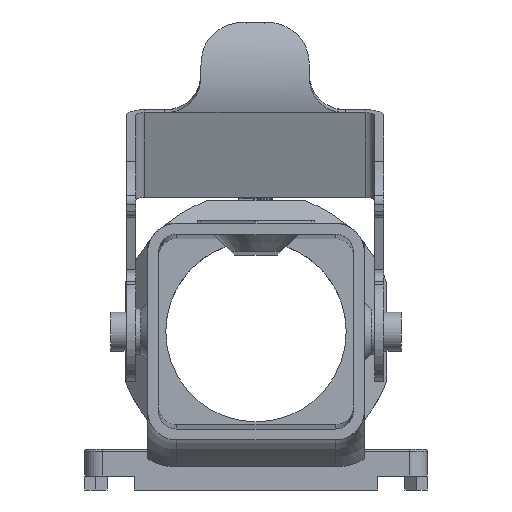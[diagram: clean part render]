
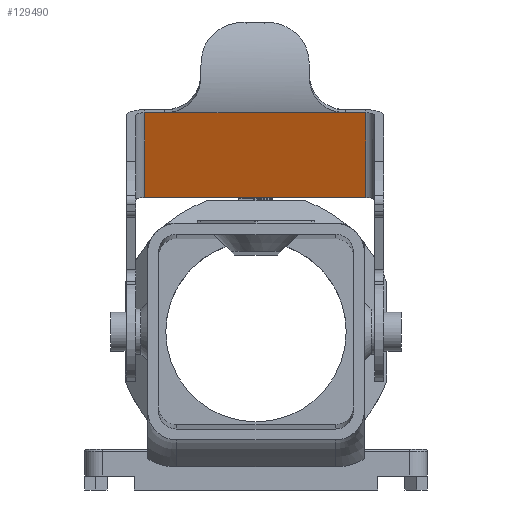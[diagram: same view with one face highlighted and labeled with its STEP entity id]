
A CAD part, front view. The second image highlights one B-rep face of the part: STEP entity #129490.
In plain terms, the highlighted face is planar.
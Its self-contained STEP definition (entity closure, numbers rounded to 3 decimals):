
#128500=CARTESIAN_POINT('',(18.55,79.538,41.621));
#128510=DIRECTION('',(1.,0.,0.));
#128520=VECTOR('',#128510,1.);
#128530=LINE('',#128500,#128520);
#128540=CARTESIAN_POINT('',(20.55,79.538,41.621));
#128550=VERTEX_POINT('',#128540);
#128560=CARTESIAN_POINT('',(22.8,79.538,41.621));
#128570=VERTEX_POINT('',#128560);
#128580=EDGE_CURVE('',#128550,#128570,#128530,.T.);
#129030=CARTESIAN_POINT('',(19.55,134.266,61.541));
#129040=DIRECTION('',(0.,0.342,
-0.94));
#129050=DIRECTION('',(0.,0.94,
0.342));
#129060=AXIS2_PLACEMENT_3D('',#129030,#129040,#129050);
#129070=PLANE('',#129060);
#129080=CARTESIAN_POINT('',(18.55,70.141,38.201));
#129090=DIRECTION('',(1.,0.,0.));
#129100=VECTOR('',#129090,1.);
#129110=LINE('',#129080,#129100);
#129120=CARTESIAN_POINT('',(20.55,70.141,38.201));
#129130=VERTEX_POINT('',#129120);
#129140=CARTESIAN_POINT('',(45.05,70.141,38.201));
#129150=VERTEX_POINT('',#129140);
#129160=EDGE_CURVE('',#129130,#129150,#129110,.T.);
#129170=ORIENTED_EDGE('',*,*,#129160,.T.);
#129180=CARTESIAN_POINT('',(20.55,60.585,34.723));
#129190=DIRECTION('',(0.,-0.94,
-0.342));
#129200=VECTOR('',#129190,1.);
#129210=LINE('',#129180,#129200);
#129220=EDGE_CURVE('',#128550,#129130,#129210,.T.);
#129230=ORIENTED_EDGE('',*,*,#129220,.T.);
#129240=ORIENTED_EDGE('',*,*,#128580,.F.);
#129250=CARTESIAN_POINT('',(18.55,79.538,41.621));
#129260=DIRECTION('',(1.,0.,0.));
#129270=VECTOR('',#129260,1.);
#129280=LINE('',#129250,#129270);
#129290=CARTESIAN_POINT('',(42.8,79.538,41.621));
#129300=VERTEX_POINT('',#129290);
#129310=EDGE_CURVE('',#128570,#129300,#129280,.T.);
#129320=ORIENTED_EDGE('',*,*,#129310,.F.);
#129330=CARTESIAN_POINT('',(18.55,79.538,41.621));
#129340=DIRECTION('',(1.,0.,0.));
#129350=VECTOR('',#129340,1.);
#129360=LINE('',#129330,#129350);
#129370=CARTESIAN_POINT('',(45.05,79.538,41.621));
#129380=VERTEX_POINT('',#129370);
#129390=EDGE_CURVE('',#129300,#129380,#129360,.T.);
#129400=ORIENTED_EDGE('',*,*,#129390,.F.);
#129410=CARTESIAN_POINT('',(45.05,60.585,34.723));
#129420=DIRECTION('',(0.,-0.94,
-0.342));
#129430=VECTOR('',#129420,1.);
#129440=LINE('',#129410,#129430);
#129450=EDGE_CURVE('',#129380,#129150,#129440,.T.);
#129460=ORIENTED_EDGE('',*,*,#129450,.F.);
#129470=EDGE_LOOP('',(#129460,#129400,#129320,#129240,#129230,#129170));
#129480=FACE_OUTER_BOUND('',#129470,.T.);
#129490=ADVANCED_FACE('',(#129480),#129070,.F.);
